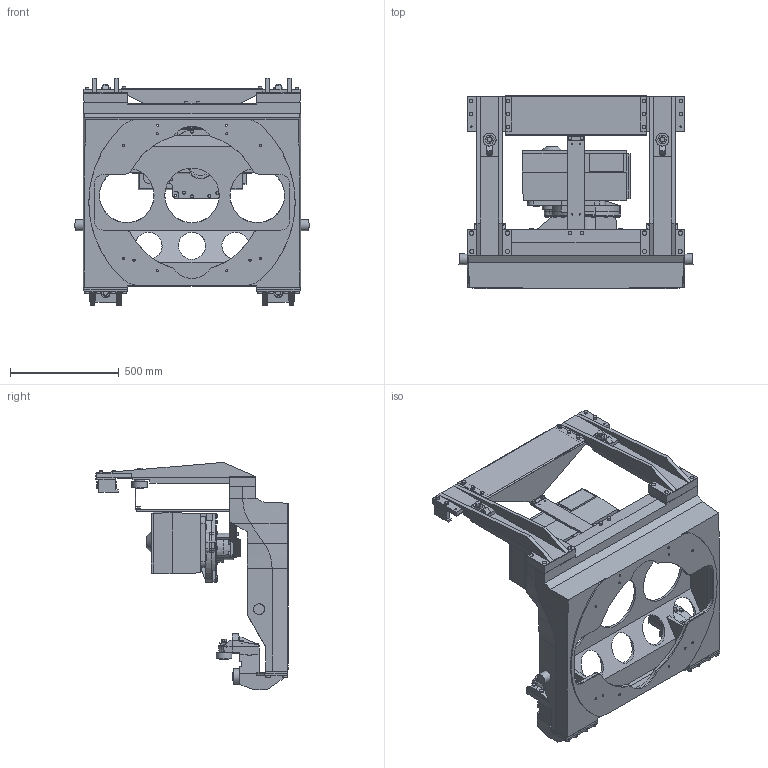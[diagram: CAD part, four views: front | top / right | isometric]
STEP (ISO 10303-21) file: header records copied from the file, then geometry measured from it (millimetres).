
FILE_DESCRIPTION(/* description */ ('STEP AP214'),/* implementation_level */ '2;1');
FILE_NAME(/* name */ 'ElevRailTrolley v2.step',/* time_stamp */ '2025-07-06T19:43:51-07:00',/* author */ (''),/* organization */ (''),/* preprocessor_version */ 'ST-DEVELOPER v20.1',/* originating_system */ 'Autodesk Translation Framework v14.10.0.0',/* authorisation */ '');
FILE_SCHEMA (('AUTOMOTIVE_DESIGN { 1 0 10303 214 3 1 1 }'));
Length unit declared in the file: metre
Products named in the file (16): ElevRailTrolley; 1; 2; 3; 4; 5; 6; 7; 8; 9; 10; 11; 12; 13; 14; 15
Assembly tree (15 placements, depth 2):
  ElevRailTrolley
    1
    2
    3
    4
    5
    6
    7
    8
    9
    10
    11
    12
    13
    14
    15
Bounding box: 1076.42 x 887 x 1045 mm (x, y, z)
Volume: 81042300.3 mm3; surface area: 7062652.3 mm2
Topology: 15 solids, 16 shells, 1506 faces, 3583 edges, 2279 vertices
Faces by surface type: plane 1042, cylinder 255, cone 177, bspline 32
Full cylindrical faces by diameter (mm): 6.8 x4, 8.5 x8, 10 x12, 10.5 x4, 13 x14, 16 x18, 19 x40, 20 x36, 24 x6, 38 x12, 50 x2, 60 x14, 72 x6, 88 x1, 90 x6, 108.06 x1
Entity records: 49852 total; most frequent: CARTESIAN_POINT 12618, DIRECTION 7353, ORIENTED_EDGE 7166, EDGE_CURVE 3583, LINE 2529, VECTOR 2529, AXIS2_PLACEMENT_3D 2412, VERTEX_POINT 2279
